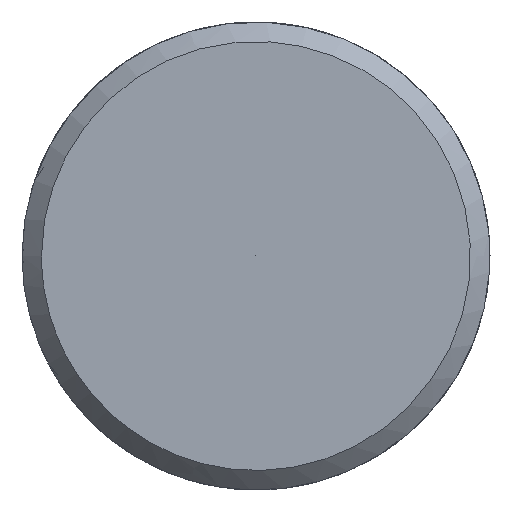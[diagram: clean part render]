
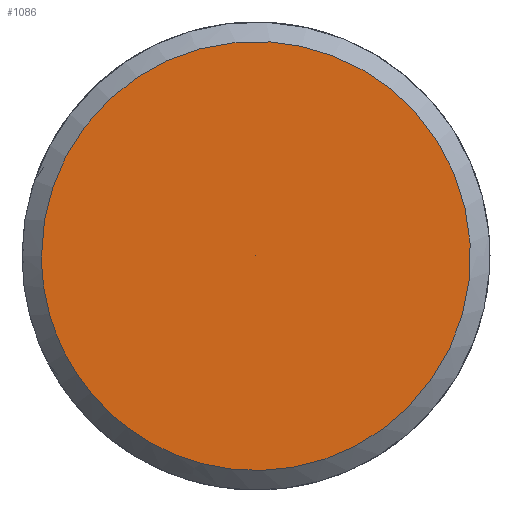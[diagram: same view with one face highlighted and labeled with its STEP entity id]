
A CAD part, left-side view. The second image highlights one B-rep face of the part: STEP entity #1086.
In plain terms, the highlighted free-form (B-spline) face has degree [5, 1] with [6, 2] control points.
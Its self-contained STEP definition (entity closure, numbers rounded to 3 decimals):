
#1014 = CARTESIAN_POINT ('', (-64., 2.75, 0.));
#1015 = VERTEX_POINT ('', #1014);
#1025 = CARTESIAN_POINT ('', (-64., 2.75, 0.));
#1026 = CARTESIAN_POINT ('', (-64., 2.75, 11.));
#1027 = CARTESIAN_POINT ('', (-64., -8.25, 5.5));
#1028 = CARTESIAN_POINT ('', (-64., -8.25, -5.5));
#1029 = CARTESIAN_POINT ('', (-64., 2.75, -11.));
#1030 = CARTESIAN_POINT ('', (-64., 2.75, 0.));
#1031 = (
   BOUNDED_CURVE ()
   B_SPLINE_CURVE (5, (#1025, #1026, #1027, #1028, #1029, #1030), .UNSPECIFIED., .T., .U.)
   B_SPLINE_CURVE_WITH_KNOTS ((6, 6), (0., 1.), .UNSPECIFIED.)
   CURVE ()
   GEOMETRIC_REPRESENTATION_ITEM ()
   RATIONAL_B_SPLINE_CURVE ((5., 1., 1., 1., 1., 5.))
   REPRESENTATION_ITEM ('')
);
#1032 = EDGE_CURVE ('', #1015, #1015, #1031, .T.);
#1062 = CARTESIAN_POINT ('', (-64., 0., 0.));
#1063 = VERTEX_POINT ('', #1062);
#1064 = CARTESIAN_POINT ('', (-64., 2.75, 0.));
#1065 = CARTESIAN_POINT ('', (-64., 0., 0.));
#1066 = B_SPLINE_CURVE_WITH_KNOTS ('', 1, (#1064, #1065), .UNSPECIFIED., .F., .U., (2, 2), (0., 1.), .UNSPECIFIED.);
#1067 = EDGE_CURVE ('', #1015, #1063, #1066, .T.);
#1068 = ORIENTED_EDGE ('', *, *, #1067, .F.);
#1069 = ORIENTED_EDGE ('', *, *, #1032, .T.);
#1070 = ORIENTED_EDGE ('', *, *, #1067, .T.);
#1071 = EDGE_LOOP ('', (#1068, #1069, #1070));
#1072 = FACE_OUTER_BOUND ('', #1071, .F.);
#1073 = CARTESIAN_POINT ('', (-64., 2.75, 0.));
#1074 = CARTESIAN_POINT ('', (-64., 0., 0.));
#1075 = CARTESIAN_POINT ('', (-64., 2.75, 11.));
#1076 = CARTESIAN_POINT ('', (-64., 0., 0.));
#1077 = CARTESIAN_POINT ('', (-64., -8.25, 5.5));
#1078 = CARTESIAN_POINT ('', (-64., 0., 0.));
#1079 = CARTESIAN_POINT ('', (-64., -8.25, -5.5));
#1080 = CARTESIAN_POINT ('', (-64., 0., 0.));
#1081 = CARTESIAN_POINT ('', (-64., 2.75, -11.));
#1082 = CARTESIAN_POINT ('', (-64., 0., 0.));
#1083 = CARTESIAN_POINT ('', (-64., 2.75, 0.));
#1084 = CARTESIAN_POINT ('', (-64., 0., 0.));
#1085 = (
   BOUNDED_SURFACE ()
   B_SPLINE_SURFACE (5, 1, ((#1073, #1074), (#1075, #1076), (#1077, #1078), (#1079, #1080), (#1081, #1082), (#1083, #1084)), .UNSPECIFIED., .T., .F., .U.)
   B_SPLINE_SURFACE_WITH_KNOTS ((6, 6), (2, 2), (0., 1.), (0., 1.), .UNSPECIFIED.)
   SURFACE ()
   GEOMETRIC_REPRESENTATION_ITEM ()
   RATIONAL_B_SPLINE_SURFACE (((5., 5.), (1., 1.), (1., 1.), (1., 1.), (1., 1.), (5., 5.)))
   REPRESENTATION_ITEM ('')
);
#1086 = ADVANCED_FACE ('', (#1072), #1085, .F.);
